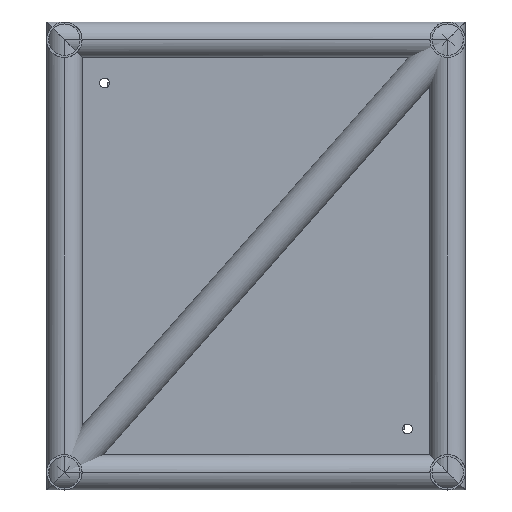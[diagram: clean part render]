
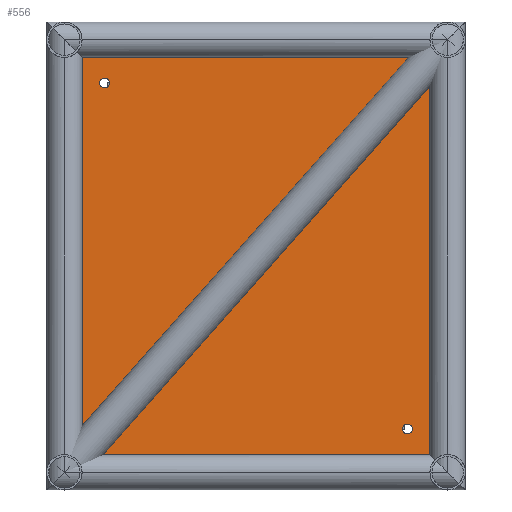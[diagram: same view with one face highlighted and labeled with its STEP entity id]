
A CAD part, left-side view. The second image highlights one B-rep face of the part: STEP entity #556.
In plain terms, the highlighted planar face has unit normal (-1, 0, 0).
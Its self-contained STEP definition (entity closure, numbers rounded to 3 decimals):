
#32 = CARTESIAN_POINT ( 'NONE',  ( 0., 122.5, -140. ) ) ;
#157 = AXIS2_PLACEMENT_3D ( 'NONE', #511, #5296, #968 ) ;
#200 = EDGE_LOOP ( 'NONE', ( #3894, #5881 ) ) ;
#208 = DIRECTION ( 'NONE',  ( 0., 0., 1. ) ) ;
#265 = CARTESIAN_POINT ( 'NONE',  ( 0., -122.5, 140. ) ) ;
#321 = FACE_BOUND ( 'NONE', #6254, .T. ) ;
#346 = VECTOR ( 'NONE', #3733, 1000. ) ;
#369 = AXIS2_PLACEMENT_3D ( 'NONE', #265, #3050, #208 ) ;
#377 = CARTESIAN_POINT ( 'NONE',  ( 0., -155., 175. ) ) ;
#428 = EDGE_LOOP ( 'NONE', ( #4661, #6092 ) ) ;
#497 = VERTEX_POINT ( 'NONE', #1951 ) ;
#511 = CARTESIAN_POINT ( 'NONE',  ( 0., -122.5, -140. ) ) ;
#527 = ORIENTED_EDGE ( 'NONE', *, *, #4489, .T. ) ;
#556 = ADVANCED_FACE ( 'NONE', ( #2171, #5460, #321, #2548, #1275 ), #3850, .F. ) ;
#689 = LINE ( 'NONE', #2616, #5603 ) ;
#784 = CARTESIAN_POINT ( 'NONE',  ( 0., 122.5, 140. ) ) ;
#903 = EDGE_CURVE ( 'NONE', #2433, #1182, #1581, .T. ) ;
#949 = CARTESIAN_POINT ( 'NONE',  ( 0., 122.5, 143.97 ) ) ;
#968 = DIRECTION ( 'NONE',  ( 0., 0., -1. ) ) ;
#1029 = VECTOR ( 'NONE', #4141, 1000. ) ;
#1055 = AXIS2_PLACEMENT_3D ( 'NONE', #1247, #2667, #4635 ) ;
#1133 = EDGE_CURVE ( 'NONE', #3959, #1742, #3542, .T. ) ;
#1150 = ORIENTED_EDGE ( 'NONE', *, *, #2532, .F. ) ;
#1172 = AXIS2_PLACEMENT_3D ( 'NONE', #3023, #4037, #1578 ) ;
#1182 = VERTEX_POINT ( 'NONE', #2475 ) ;
#1193 = CARTESIAN_POINT ( 'NONE',  ( 0., 155., 175. ) ) ;
#1194 = AXIS2_PLACEMENT_3D ( 'NONE', #32, #2383, #2403 ) ;
#1247 = CARTESIAN_POINT ( 'NONE',  ( 0., 122.5, -140. ) ) ;
#1275 = FACE_OUTER_BOUND ( 'NONE', #5289, .T. ) ;
#1386 = CIRCLE ( 'NONE', #369, 3.97 ) ;
#1427 = DIRECTION ( 'NONE',  ( 0., 0., -1. ) ) ;
#1458 = ORIENTED_EDGE ( 'NONE', *, *, #1133, .T. ) ;
#1578 = DIRECTION ( 'NONE',  ( 0., 0., 1. ) ) ;
#1581 = CIRCLE ( 'NONE', #1055, 3.97 ) ;
#1626 = ORIENTED_EDGE ( 'NONE', *, *, #5004, .F. ) ;
#1655 = CIRCLE ( 'NONE', #1172, 3.97 ) ;
#1742 = VERTEX_POINT ( 'NONE', #3535 ) ;
#1752 = CARTESIAN_POINT ( 'NONE',  ( 0., -155., -175. ) ) ;
#1831 = CIRCLE ( 'NONE', #5898, 3.97 ) ;
#1951 = CARTESIAN_POINT ( 'NONE',  ( 0., -155., 175. ) ) ;
#1956 = CARTESIAN_POINT ( 'NONE',  ( 0., 155., -175. ) ) ;
#1990 = VERTEX_POINT ( 'NONE', #2173 ) ;
#2133 = VERTEX_POINT ( 'NONE', #2395 ) ;
#2171 = FACE_BOUND ( 'NONE', #428, .T. ) ;
#2173 = CARTESIAN_POINT ( 'NONE',  ( 0., 122.5, 136.03 ) ) ;
#2226 = DIRECTION ( 'NONE',  ( 0., 0., -1. ) ) ;
#2299 = EDGE_CURVE ( 'NONE', #2702, #2678, #1655, .T. ) ;
#2302 = DIRECTION ( 'NONE',  ( 1., 0., 0. ) ) ;
#2383 = DIRECTION ( 'NONE',  ( 1., 0., 0. ) ) ;
#2395 = CARTESIAN_POINT ( 'NONE',  ( 0., -155., -175. ) ) ;
#2396 = ORIENTED_EDGE ( 'NONE', *, *, #903, .T. ) ;
#2403 = DIRECTION ( 'NONE',  ( 0., 0., 1. ) ) ;
#2433 = VERTEX_POINT ( 'NONE', #4457 ) ;
#2439 = CIRCLE ( 'NONE', #157, 3.97 ) ;
#2449 = CARTESIAN_POINT ( 'NONE',  ( 0., -122.5, 143.97 ) ) ;
#2462 = DIRECTION ( 'NONE',  ( 1., 0., 0. ) ) ;
#2475 = CARTESIAN_POINT ( 'NONE',  ( 0., 122.5, -136.03 ) ) ;
#2532 = EDGE_CURVE ( 'NONE', #5177, #5416, #689, .T. ) ;
#2548 = FACE_BOUND ( 'NONE', #200, .T. ) ;
#2616 = CARTESIAN_POINT ( 'NONE',  ( 0., 155., -175. ) ) ;
#2667 = DIRECTION ( 'NONE',  ( 1., 0., 0. ) ) ;
#2678 = VERTEX_POINT ( 'NONE', #2449 ) ;
#2702 = VERTEX_POINT ( 'NONE', #4865 ) ;
#2798 = AXIS2_PLACEMENT_3D ( 'NONE', #3307, #2302, #6166 ) ;
#2857 = AXIS2_PLACEMENT_3D ( 'NONE', #3862, #4328, #1427 ) ;
#3023 = CARTESIAN_POINT ( 'NONE',  ( 0., -122.5, 140. ) ) ;
#3050 = DIRECTION ( 'NONE',  ( 1., 0., 0. ) ) ;
#3307 = CARTESIAN_POINT ( 'NONE',  ( 0., 122.5, 140. ) ) ;
#3535 = CARTESIAN_POINT ( 'NONE',  ( 0., -122.5, -143.97 ) ) ;
#3542 = CIRCLE ( 'NONE', #4472, 3.97 ) ;
#3586 = CIRCLE ( 'NONE', #2798, 3.97 ) ;
#3698 = EDGE_CURVE ( 'NONE', #5048, #1990, #1831, .T. ) ;
#3733 = DIRECTION ( 'NONE',  ( 0., -1., 0. ) ) ;
#3786 = EDGE_CURVE ( 'NONE', #2133, #5177, #5109, .T. ) ;
#3846 = EDGE_CURVE ( 'NONE', #1990, #5048, #3586, .T. ) ;
#3850 = PLANE ( 'NONE',  #2857 ) ;
#3862 = CARTESIAN_POINT ( 'NONE',  ( 0., 0., 0. ) ) ;
#3894 = ORIENTED_EDGE ( 'NONE', *, *, #3846, .T. ) ;
#3959 = VERTEX_POINT ( 'NONE', #6238 ) ;
#4037 = DIRECTION ( 'NONE',  ( 1., 0., 0. ) ) ;
#4141 = DIRECTION ( 'NONE',  ( 0., 1., 0. ) ) ;
#4181 = VECTOR ( 'NONE', #2226, 1000. ) ;
#4328 = DIRECTION ( 'NONE',  ( 1., 0., 0. ) ) ;
#4345 = CARTESIAN_POINT ( 'NONE',  ( 0., -122.5, -140. ) ) ;
#4439 = DIRECTION ( 'NONE',  ( 0., 0., -1. ) ) ;
#4457 = CARTESIAN_POINT ( 'NONE',  ( 0., 122.5, -143.97 ) ) ;
#4472 = AXIS2_PLACEMENT_3D ( 'NONE', #4345, #2462, #4439 ) ;
#4489 = EDGE_CURVE ( 'NONE', #1742, #3959, #2439, .T. ) ;
#4635 = DIRECTION ( 'NONE',  ( 0., 0., 1. ) ) ;
#4661 = ORIENTED_EDGE ( 'NONE', *, *, #2299, .T. ) ;
#4800 = EDGE_CURVE ( 'NONE', #2678, #2702, #1386, .T. ) ;
#4865 = CARTESIAN_POINT ( 'NONE',  ( 0., -122.5, 136.03 ) ) ;
#4993 = EDGE_CURVE ( 'NONE', #5416, #497, #5632, .T. ) ;
#5004 = EDGE_CURVE ( 'NONE', #497, #2133, #6164, .T. ) ;
#5048 = VERTEX_POINT ( 'NONE', #949 ) ;
#5103 = DIRECTION ( 'NONE',  ( 0., 0., -1. ) ) ;
#5109 = LINE ( 'NONE', #5140, #1029 ) ;
#5125 = DIRECTION ( 'NONE',  ( 1., 0., 0. ) ) ;
#5140 = CARTESIAN_POINT ( 'NONE',  ( 0., -155., -175. ) ) ;
#5177 = VERTEX_POINT ( 'NONE', #1956 ) ;
#5240 = EDGE_CURVE ( 'NONE', #1182, #2433, #5794, .T. ) ;
#5289 = EDGE_LOOP ( 'NONE', ( #6260, #1150, #5886, #1626 ) ) ;
#5296 = DIRECTION ( 'NONE',  ( 1., 0., 0. ) ) ;
#5416 = VERTEX_POINT ( 'NONE', #1193 ) ;
#5423 = ORIENTED_EDGE ( 'NONE', *, *, #5240, .T. ) ;
#5460 = FACE_BOUND ( 'NONE', #6161, .T. ) ;
#5603 = VECTOR ( 'NONE', #6080, 1000. ) ;
#5632 = LINE ( 'NONE', #377, #346 ) ;
#5794 = CIRCLE ( 'NONE', #1194, 3.97 ) ;
#5881 = ORIENTED_EDGE ( 'NONE', *, *, #3698, .T. ) ;
#5886 = ORIENTED_EDGE ( 'NONE', *, *, #3786, .F. ) ;
#5898 = AXIS2_PLACEMENT_3D ( 'NONE', #784, #5125, #5103 ) ;
#6080 = DIRECTION ( 'NONE',  ( 0., 0., 1. ) ) ;
#6092 = ORIENTED_EDGE ( 'NONE', *, *, #4800, .T. ) ;
#6161 = EDGE_LOOP ( 'NONE', ( #527, #1458 ) ) ;
#6164 = LINE ( 'NONE', #1752, #4181 ) ;
#6166 = DIRECTION ( 'NONE',  ( 0., 0., -1. ) ) ;
#6238 = CARTESIAN_POINT ( 'NONE',  ( 0., -122.5, -136.03 ) ) ;
#6254 = EDGE_LOOP ( 'NONE', ( #2396, #5423 ) ) ;
#6260 = ORIENTED_EDGE ( 'NONE', *, *, #4993, .F. ) ;
